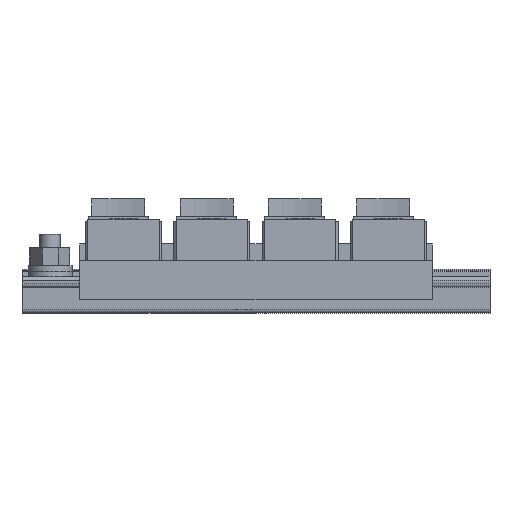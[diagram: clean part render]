
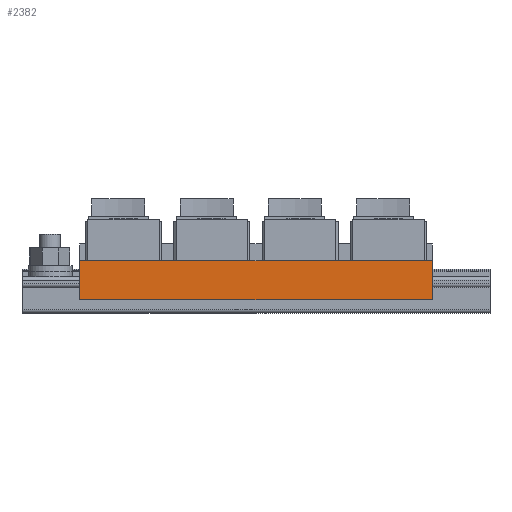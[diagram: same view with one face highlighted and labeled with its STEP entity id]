
A CAD part, front view. The second image highlights one B-rep face of the part: STEP entity #2382.
In plain terms, the highlighted face is planar.
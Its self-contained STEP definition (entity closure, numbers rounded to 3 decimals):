
#2382=ADVANCED_FACE('',(#5012),#3856,.F.);
#3856=PLANE('',#30208);
#5012=FACE_OUTER_BOUND('',#6550,.T.);
#6550=EDGE_LOOP('',(#16123,#16124,#16125,#16126));
#8761=LINE('',#41410,#11850);
#8825=LINE('',#41542,#11914);
#8975=LINE('',#41808,#12064);
#8976=LINE('',#41809,#12065);
#11850=VECTOR('',#33584,1.);
#11914=VECTOR('',#33676,1.);
#12064=VECTOR('',#33906,1.);
#12065=VECTOR('',#33907,1.);
#16123=ORIENTED_EDGE('',*,*,#26012,.T.);
#16124=ORIENTED_EDGE('',*,*,#26228,.F.);
#16125=ORIENTED_EDGE('',*,*,#26078,.F.);
#16126=ORIENTED_EDGE('',*,*,#26229,.T.);
#23078=VERTEX_POINT('',#41390);
#23086=VERTEX_POINT('',#41409);
#23140=VERTEX_POINT('',#41541);
#23141=VERTEX_POINT('',#41543);
#26012=EDGE_CURVE('',#23078,#23086,#8761,.T.);
#26078=EDGE_CURVE('',#23140,#23141,#8825,.T.);
#26228=EDGE_CURVE('',#23141,#23086,#8975,.T.);
#26229=EDGE_CURVE('',#23140,#23078,#8976,.T.);
#30208=AXIS2_PLACEMENT_3D('',#41810,#33908,#33909);
#33584=DIRECTION('',(0.,-1.,0.));
#33676=DIRECTION('',(0.,-1.,0.));
#33906=DIRECTION('',(0.,0.,-1.));
#33907=DIRECTION('',(0.,0.,-1.));
#33908=DIRECTION('',(1.,0.,0.));
#33909=DIRECTION('',(0.,0.,-1.));
#41390=CARTESIAN_POINT('',(-143.9,4.5,12.65));
#41409=CARTESIAN_POINT('',(-143.9,-6.5,12.65));
#41410=CARTESIAN_POINT('',(-143.9,4.5,12.65));
#41541=CARTESIAN_POINT('',(-143.9,4.5,112.35));
#41542=CARTESIAN_POINT('',(-143.9,4.5,112.35));
#41543=CARTESIAN_POINT('',(-143.9,-6.5,112.35));
#41808=CARTESIAN_POINT('',(-143.9,-6.5,112.35));
#41809=CARTESIAN_POINT('',(-143.9,4.5,112.35));
#41810=CARTESIAN_POINT('',(-143.9,4.5,112.35));
